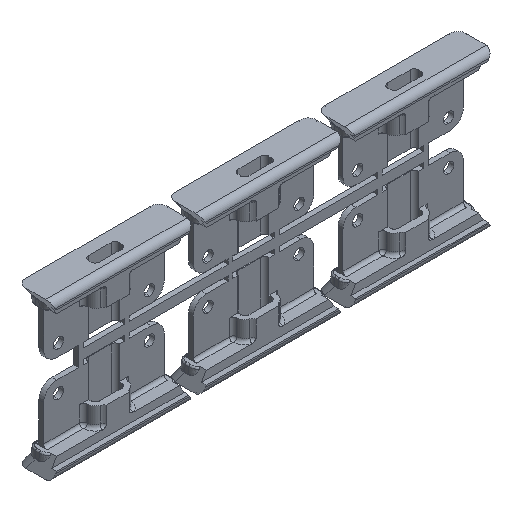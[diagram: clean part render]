
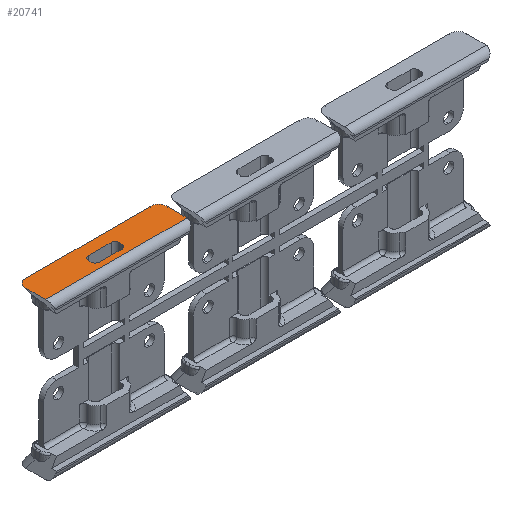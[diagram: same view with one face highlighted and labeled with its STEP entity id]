
A CAD part, isometric view. The second image highlights one B-rep face of the part: STEP entity #20741.
In plain terms, the highlighted planar face has unit normal (0, 0, 1).
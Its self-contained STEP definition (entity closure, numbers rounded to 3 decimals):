
#126 = ORIENTED_EDGE ( 'NONE', *, *, #19359, .F. ) ;
#681 = CARTESIAN_POINT ( 'NONE',  ( -21.771, -15.5, -59.55 ) ) ;
#1346 = CIRCLE ( 'NONE', #2087, 1.25 ) ;
#1506 = DIRECTION ( 'NONE',  ( 1., 0., 0. ) ) ;
#1587 = CARTESIAN_POINT ( 'NONE',  ( -21.771, -9.414, -59.55 ) ) ;
#1884 = DIRECTION ( 'NONE',  ( 0., 0., -1. ) ) ;
#2087 = AXIS2_PLACEMENT_3D ( 'NONE', #3352, #10988, #8835 ) ;
#2183 = EDGE_LOOP ( 'NONE', ( #6068, #18234, #16892, #11596, #11167, #126 ) ) ;
#2411 = LINE ( 'NONE', #20522, #15645 ) ;
#2517 = DIRECTION ( 'NONE',  ( -1., 0., 0. ) ) ;
#3352 = CARTESIAN_POINT ( 'NONE',  ( -3.5, -12.55, -59.55 ) ) ;
#3611 = CARTESIAN_POINT ( 'NONE',  ( 21.771, -9.414, -59.55 ) ) ;
#3724 = VERTEX_POINT ( 'NONE', #13820 ) ;
#4196 = ORIENTED_EDGE ( 'NONE', *, *, #6559, .T. ) ;
#4841 = EDGE_CURVE ( 'NONE', #11614, #18054, #15762, .T. ) ;
#5399 = DIRECTION ( 'NONE',  ( 0., 1., 0. ) ) ;
#5472 = CARTESIAN_POINT ( 'NONE',  ( 3.5, -12.55, -59.55 ) ) ;
#6068 = ORIENTED_EDGE ( 'NONE', *, *, #7830, .T. ) ;
#6109 = EDGE_CURVE ( 'NONE', #3724, #9058, #6774, .T. ) ;
#6123 = VERTEX_POINT ( 'NONE', #19277 ) ;
#6401 = DIRECTION ( 'NONE',  ( -1., 0., 0. ) ) ;
#6559 = EDGE_CURVE ( 'NONE', #6123, #7272, #21705, .T. ) ;
#6635 = DIRECTION ( 'NONE',  ( 0., 0., -1. ) ) ;
#6638 = PLANE ( 'NONE',  #13117 ) ;
#6661 = VERTEX_POINT ( 'NONE', #17804 ) ;
#6719 = CARTESIAN_POINT ( 'NONE',  ( -20.765, -6.815, -59.55 ) ) ;
#6727 = EDGE_CURVE ( 'NONE', #23581, #7067, #18843, .T. ) ;
#6774 = LINE ( 'NONE', #10107, #15470 ) ;
#6820 = VERTEX_POINT ( 'NONE', #10590 ) ;
#6870 = FACE_BOUND ( 'NONE', #17052, .T. ) ;
#6976 = VERTEX_POINT ( 'NONE', #7709 ) ;
#7062 = CARTESIAN_POINT ( 'NONE',  ( 20.765, -6.815, -59.55 ) ) ;
#7067 = VERTEX_POINT ( 'NONE', #681 ) ;
#7272 = VERTEX_POINT ( 'NONE', #7447 ) ;
#7398 = CARTESIAN_POINT ( 'NONE',  ( -21.771, 2.54, -59.55 ) ) ;
#7415 = CARTESIAN_POINT ( 'NONE',  ( 19.173, -6.815, -59.55 ) ) ;
#7447 = CARTESIAN_POINT ( 'NONE',  ( -4.75, -11.65, -59.55 ) ) ;
#7515 = DIRECTION ( 'NONE',  ( -1., 0., 0. ) ) ;
#7709 = CARTESIAN_POINT ( 'NONE',  ( -19.173, -6.815, -59.55 ) ) ;
#7830 = EDGE_CURVE ( 'NONE', #22376, #7067, #10621, .T. ) ;
#8276 = VERTEX_POINT ( 'NONE', #3611 ) ;
#8352 = CARTESIAN_POINT ( 'NONE',  ( 4.75, -12.55, -59.55 ) ) ;
#8446 = EDGE_CURVE ( 'NONE', #21546, #6820, #2411, .T. ) ;
#8482 = AXIS2_PLACEMENT_3D ( 'NONE', #5472, #1884, #20002 ) ;
#8835 = DIRECTION ( 'NONE',  ( -1., 0., 0. ) ) ;
#8919 = DIRECTION ( 'NONE',  ( -1., 0., 0. ) ) ;
#9023 = EDGE_CURVE ( 'NONE', #18054, #3724, #18756, .T. ) ;
#9058 = VERTEX_POINT ( 'NONE', #20119 ) ;
#9357 = EDGE_CURVE ( 'NONE', #6820, #11614, #9641, .T. ) ;
#9641 = CIRCLE ( 'NONE', #14984, 1.25 ) ;
#9798 = DIRECTION ( 'NONE',  ( 1., 0., 0. ) ) ;
#10107 = CARTESIAN_POINT ( 'NONE',  ( -3.5, -13.8, -59.55 ) ) ;
#10217 = CARTESIAN_POINT ( 'NONE',  ( 21.771, 2.54, -59.55 ) ) ;
#10320 = EDGE_CURVE ( 'NONE', #7272, #21546, #15704, .T. ) ;
#10382 = CARTESIAN_POINT ( 'NONE',  ( -3.5, -10.4, -59.55 ) ) ;
#10590 = CARTESIAN_POINT ( 'NONE',  ( 3.5, -10.4, -59.55 ) ) ;
#10621 = LINE ( 'NONE', #7398, #13040 ) ;
#10725 = VECTOR ( 'NONE', #5399, 1000. ) ;
#10823 = ORIENTED_EDGE ( 'NONE', *, *, #8446, .T. ) ;
#10988 = DIRECTION ( 'NONE',  ( 0., 0., -1. ) ) ;
#11167 = ORIENTED_EDGE ( 'NONE', *, *, #18964, .T. ) ;
#11265 = LINE ( 'NONE', #16080, #22672 ) ;
#11446 = CARTESIAN_POINT ( 'NONE',  ( -21.771, -9.414, -59.55 ) ) ;
#11596 = ORIENTED_EDGE ( 'NONE', *, *, #16947, .F. ) ;
#11614 = VERTEX_POINT ( 'NONE', #20003 ) ;
#12358 = FACE_OUTER_BOUND ( 'NONE', #2183, .T. ) ;
#12570 =( BOUNDED_CURVE ( )  B_SPLINE_CURVE ( 3, ( #1587, #16262, #6719, #19582 ),
 .UNSPECIFIED., .F., .T. ) 
 B_SPLINE_CURVE_WITH_KNOTS ( ( 4, 4 ),
 ( 2.483, 3.801 ),
 .UNSPECIFIED. ) 
 CURVE ( )  GEOMETRIC_REPRESENTATION_ITEM ( )  RATIONAL_B_SPLINE_CURVE ( ( 1., 0.86, 0.86, 1. ) ) 
 REPRESENTATION_ITEM ( '' )  );
#13040 = VECTOR ( 'NONE', #19905, 1000. ) ;
#13117 = AXIS2_PLACEMENT_3D ( 'NONE', #19618, #17845, #1506 ) ;
#13693 = DIRECTION ( 'NONE',  ( -1., 0., 0. ) ) ;
#13809 = CARTESIAN_POINT ( 'NONE',  ( 4.75, -12.55, -59.55 ) ) ;
#13820 = CARTESIAN_POINT ( 'NONE',  ( 3.5, -13.8, -59.55 ) ) ;
#14004 = ORIENTED_EDGE ( 'NONE', *, *, #22202, .T. ) ;
#14140 = VECTOR ( 'NONE', #2517, 1000. ) ;
#14342 = CARTESIAN_POINT ( 'NONE',  ( 21.771, -7.822, -59.55 ) ) ;
#14984 = AXIS2_PLACEMENT_3D ( 'NONE', #15345, #6635, #6401 ) ;
#15142 = ORIENTED_EDGE ( 'NONE', *, *, #10320, .T. ) ;
#15345 = CARTESIAN_POINT ( 'NONE',  ( 3.5, -11.65, -59.55 ) ) ;
#15470 = VECTOR ( 'NONE', #13693, 1000. ) ;
#15589 = DIRECTION ( 'NONE',  ( 0., 1., 0. ) ) ;
#15645 = VECTOR ( 'NONE', #9798, 1000. ) ;
#15704 = CIRCLE ( 'NONE', #22164, 1.25 ) ;
#15762 = LINE ( 'NONE', #8352, #23096 ) ;
#16080 = CARTESIAN_POINT ( 'NONE',  ( -60.704, -6.815, -59.55 ) ) ;
#16262 = CARTESIAN_POINT ( 'NONE',  ( -21.771, -7.822, -59.55 ) ) ;
#16365 = CARTESIAN_POINT ( 'NONE',  ( 21.771, -9.414, -59.55 ) ) ;
#16485 = CARTESIAN_POINT ( 'NONE',  ( -4.75, -12.55, -59.55 ) ) ;
#16837 = CARTESIAN_POINT ( 'NONE',  ( -60.704, -15.5, -59.55 ) ) ;
#16892 = ORIENTED_EDGE ( 'NONE', *, *, #17485, .T. ) ;
#16947 = EDGE_CURVE ( 'NONE', #6661, #8276, #17732, .T. ) ;
#17052 = EDGE_LOOP ( 'NONE', ( #14004, #4196, #15142, #10823, #21413, #21628, #17453, #20607 ) ) ;
#17453 = ORIENTED_EDGE ( 'NONE', *, *, #9023, .T. ) ;
#17485 = EDGE_CURVE ( 'NONE', #23581, #8276, #21284, .T. ) ;
#17732 =( BOUNDED_CURVE ( )  B_SPLINE_CURVE ( 3, ( #7415, #7062, #14342, #16365 ),
 .UNSPECIFIED., .F., .T. ) 
 B_SPLINE_CURVE_WITH_KNOTS ( ( 4, 4 ),
 ( 2.483, 3.801 ),
 .UNSPECIFIED. ) 
 CURVE ( )  GEOMETRIC_REPRESENTATION_ITEM ( )  RATIONAL_B_SPLINE_CURVE ( ( 1., 0.86, 0.86, 1. ) ) 
 REPRESENTATION_ITEM ( '' )  );
#17804 = CARTESIAN_POINT ( 'NONE',  ( 19.173, -6.815, -59.55 ) ) ;
#17845 = DIRECTION ( 'NONE',  ( 0., 0., -1. ) ) ;
#18054 = VERTEX_POINT ( 'NONE', #13809 ) ;
#18234 = ORIENTED_EDGE ( 'NONE', *, *, #6727, .F. ) ;
#18396 = CARTESIAN_POINT ( 'NONE',  ( 21.771, -15.5, -59.55 ) ) ;
#18756 = CIRCLE ( 'NONE', #8482, 1.25 ) ;
#18843 = LINE ( 'NONE', #16837, #14140 ) ;
#18924 = VECTOR ( 'NONE', #15589, 1000. ) ;
#18964 = EDGE_CURVE ( 'NONE', #6661, #6976, #11265, .T. ) ;
#19277 = CARTESIAN_POINT ( 'NONE',  ( -4.75, -12.55, -59.55 ) ) ;
#19359 = EDGE_CURVE ( 'NONE', #22376, #6976, #12570, .T. ) ;
#19582 = CARTESIAN_POINT ( 'NONE',  ( -19.173, -6.815, -59.55 ) ) ;
#19618 = CARTESIAN_POINT ( 'NONE',  ( -60.704, 2.54, -59.55 ) ) ;
#19905 = DIRECTION ( 'NONE',  ( 0., -1., 0. ) ) ;
#20002 = DIRECTION ( 'NONE',  ( -1., 0., 0. ) ) ;
#20003 = CARTESIAN_POINT ( 'NONE',  ( 4.75, -11.65, -59.55 ) ) ;
#20119 = CARTESIAN_POINT ( 'NONE',  ( -3.5, -13.8, -59.55 ) ) ;
#20522 = CARTESIAN_POINT ( 'NONE',  ( -3.5, -10.4, -59.55 ) ) ;
#20607 = ORIENTED_EDGE ( 'NONE', *, *, #6109, .T. ) ;
#20741 = ADVANCED_FACE ( 'NONE', ( #6870, #12358 ), #6638, .F. ) ;
#21284 = LINE ( 'NONE', #10217, #18924 ) ;
#21413 = ORIENTED_EDGE ( 'NONE', *, *, #9357, .T. ) ;
#21546 = VERTEX_POINT ( 'NONE', #10382 ) ;
#21628 = ORIENTED_EDGE ( 'NONE', *, *, #4841, .T. ) ;
#21705 = LINE ( 'NONE', #16485, #10725 ) ;
#21932 = CARTESIAN_POINT ( 'NONE',  ( -3.5, -11.65, -59.55 ) ) ;
#22043 = DIRECTION ( 'NONE',  ( 0., 0., -1. ) ) ;
#22164 = AXIS2_PLACEMENT_3D ( 'NONE', #21932, #22043, #7515 ) ;
#22202 = EDGE_CURVE ( 'NONE', #9058, #6123, #1346, .T. ) ;
#22376 = VERTEX_POINT ( 'NONE', #11446 ) ;
#22672 = VECTOR ( 'NONE', #8919, 1000. ) ;
#23027 = DIRECTION ( 'NONE',  ( 0., -1., 0. ) ) ;
#23096 = VECTOR ( 'NONE', #23027, 1000. ) ;
#23581 = VERTEX_POINT ( 'NONE', #18396 ) ;
